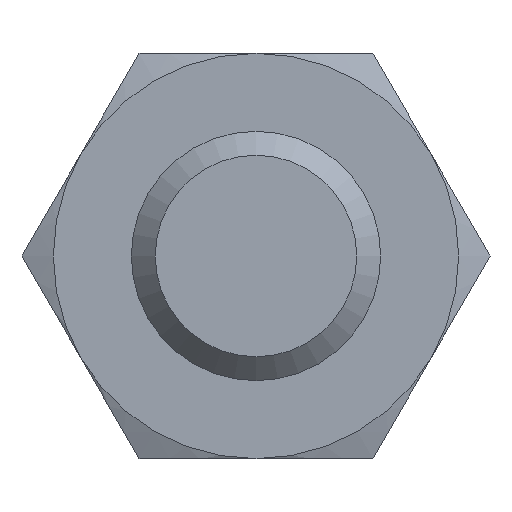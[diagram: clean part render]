
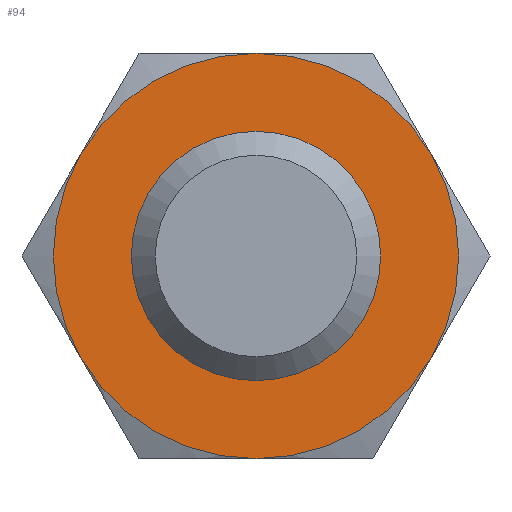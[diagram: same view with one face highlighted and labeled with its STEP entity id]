
A CAD part, front view. The second image highlights one B-rep face of the part: STEP entity #94.
In plain terms, the highlighted planar face has unit normal (0, -1, 0).
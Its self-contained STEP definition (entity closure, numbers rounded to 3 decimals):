
#94 = ADVANCED_FACE( '', ( #191, #192 ), #193, .F. );
#191 = FACE_BOUND( '', #283, .T. );
#192 = FACE_OUTER_BOUND( '', #284, .T. );
#193 = PLANE( '', #285 );
#283 = EDGE_LOOP( '', ( #463 ) );
#284 = EDGE_LOOP( '', ( #464, #465, #466, #467, #468, #469 ) );
#285 = AXIS2_PLACEMENT_3D( '', #470, #471, #472 );
#463 = ORIENTED_EDGE( '', *, *, #534, .F. );
#464 = ORIENTED_EDGE( '', *, *, #527, .T. );
#465 = ORIENTED_EDGE( '', *, *, #566, .T. );
#466 = ORIENTED_EDGE( '', *, *, #549, .T. );
#467 = ORIENTED_EDGE( '', *, *, #559, .T. );
#468 = ORIENTED_EDGE( '', *, *, #567, .T. );
#469 = ORIENTED_EDGE( '', *, *, #498, .T. );
#470 = CARTESIAN_POINT( '', ( 6.5, 0., 0. ) );
#471 = DIRECTION( '', ( 0., 1., 0. ) );
#472 = DIRECTION( '', ( 0., 0., 1. ) );
#498 = EDGE_CURVE( '', #573, #574, #575, .T. );
#527 = EDGE_CURVE( '', #574, #619, #620, .T. );
#534 = EDGE_CURVE( '', #630, #630, #631, .T. );
#549 = EDGE_CURVE( '', #651, #602, #652, .T. );
#559 = EDGE_CURVE( '', #602, #655, #663, .T. );
#566 = EDGE_CURVE( '', #619, #651, #670, .T. );
#567 = EDGE_CURVE( '', #655, #573, #671, .T. );
#573 = VERTEX_POINT( '', #677 );
#574 = VERTEX_POINT( '', #678 );
#575 = CIRCLE( '', #679, 6.5 );
#602 = VERTEX_POINT( '', #727 );
#619 = VERTEX_POINT( '', #777 );
#620 = CIRCLE( '', #778, 6.5 );
#630 = VERTEX_POINT( '', #793 );
#631 = CIRCLE( '', #794, 3. );
#651 = VERTEX_POINT( '', #846 );
#652 = CIRCLE( '', #847, 6.5 );
#655 = VERTEX_POINT( '', #855 );
#663 = CIRCLE( '', #878, 6.5 );
#670 = CIRCLE( '', #895, 6.5 );
#671 = CIRCLE( '', #896, 6.5 );
#677 = CARTESIAN_POINT( '', ( -5.629, 0., -3.25 ) );
#678 = CARTESIAN_POINT( '', ( 0., 0., -6.5 ) );
#679 = AXIS2_PLACEMENT_3D( '', #906, #907, #908 );
#727 = CARTESIAN_POINT( '', ( 0., 0., 6.5 ) );
#777 = CARTESIAN_POINT( '', ( 5.629, 0., -3.25 ) );
#778 = AXIS2_PLACEMENT_3D( '', #934, #935, #936 );
#793 = CARTESIAN_POINT( '', ( 0., 0., -3. ) );
#794 = AXIS2_PLACEMENT_3D( '', #946, #947, #948 );
#846 = CARTESIAN_POINT( '', ( 5.629, 0., 3.25 ) );
#847 = AXIS2_PLACEMENT_3D( '', #954, #955, #956 );
#855 = CARTESIAN_POINT( '', ( -5.629, 0., 3.25 ) );
#878 = AXIS2_PLACEMENT_3D( '', #957, #958, #959 );
#895 = AXIS2_PLACEMENT_3D( '', #960, #961, #962 );
#896 = AXIS2_PLACEMENT_3D( '', #963, #964, #965 );
#906 = CARTESIAN_POINT( '', ( 0., 0., 0. ) );
#907 = DIRECTION( '', ( 0., -1., 0. ) );
#908 = DIRECTION( '', ( 0., 0., -1. ) );
#934 = CARTESIAN_POINT( '', ( 0., 0., 0. ) );
#935 = DIRECTION( '', ( 0., -1., 0. ) );
#936 = DIRECTION( '', ( 0., 0., -1. ) );
#946 = CARTESIAN_POINT( '', ( 0., 0., 0. ) );
#947 = DIRECTION( '', ( 0., -1., 0. ) );
#948 = DIRECTION( '', ( 0., 0., -1. ) );
#954 = CARTESIAN_POINT( '', ( 0., 0., 0. ) );
#955 = DIRECTION( '', ( 0., -1., 0. ) );
#956 = DIRECTION( '', ( 0., 0., -1. ) );
#957 = CARTESIAN_POINT( '', ( 0., 0., 0. ) );
#958 = DIRECTION( '', ( 0., -1., 0. ) );
#959 = DIRECTION( '', ( 0., 0., -1. ) );
#960 = CARTESIAN_POINT( '', ( 0., 0., 0. ) );
#961 = DIRECTION( '', ( 0., -1., 0. ) );
#962 = DIRECTION( '', ( 0., 0., -1. ) );
#963 = CARTESIAN_POINT( '', ( 0., 0., 0. ) );
#964 = DIRECTION( '', ( 0., -1., 0. ) );
#965 = DIRECTION( '', ( 0., 0., -1. ) );
